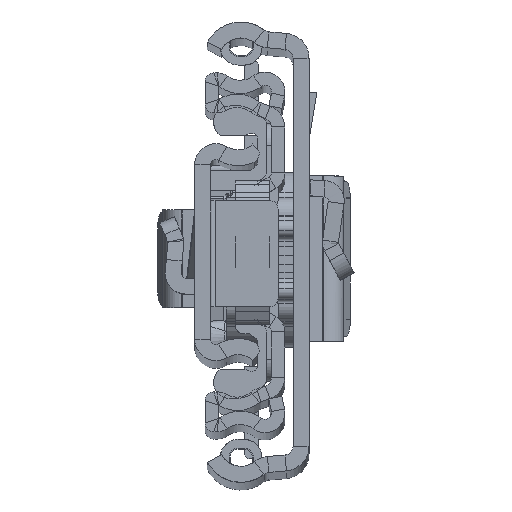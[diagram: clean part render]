
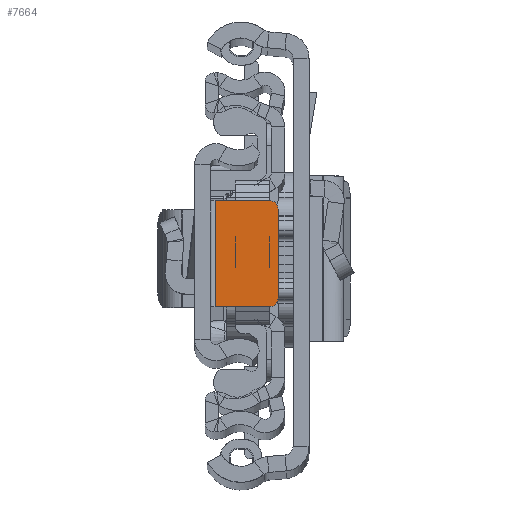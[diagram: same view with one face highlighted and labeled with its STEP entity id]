
A CAD part, top view. The second image highlights one B-rep face of the part: STEP entity #7664.
In plain terms, the highlighted planar face has unit normal (0, 0, 1).
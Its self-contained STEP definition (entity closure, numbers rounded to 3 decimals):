
#1 = EDGE_CURVE ( 'NONE', #685, #16238, #604, .T. ) ;
#436 = EDGE_CURVE ( 'NONE', #7547, #16238, #4486, .T. ) ;
#604 = LINE ( 'NONE', #9817, #17044 ) ;
#685 = VERTEX_POINT ( 'NONE', #12314 ) ;
#911 = ORIENTED_EDGE ( 'NONE', *, *, #19972, .F. ) ;
#1629 = CIRCLE ( 'NONE', #11303, 1. ) ;
#2044 = CARTESIAN_POINT ( 'NONE',  ( 0., 0., -6.8 ) ) ;
#2133 = CARTESIAN_POINT ( 'NONE',  ( -2.3, 6.151, -6.8 ) ) ;
#3359 = EDGE_CURVE ( 'NONE', #25748, #12638, #29845, .T. ) ;
#3391 = VECTOR ( 'NONE', #18646, 1000. ) ;
#3723 = ORIENTED_EDGE ( 'NONE', *, *, #3359, .F. ) ;
#3995 = VECTOR ( 'NONE', #19675, 1000. ) ;
#4486 = CIRCLE ( 'NONE', #11727, 1. ) ;
#5536 = EDGE_CURVE ( 'NONE', #7547, #13085, #7872, .T. ) ;
#6251 = ORIENTED_EDGE ( 'NONE', *, *, #13648, .T. ) ;
#6981 = ORIENTED_EDGE ( 'NONE', *, *, #436, .T. ) ;
#7547 = VERTEX_POINT ( 'NONE', #28138 ) ;
#7664 = ADVANCED_FACE ( 'NONE', ( #13518 ), #22796, .T. ) ;
#7872 = LINE ( 'NONE', #12664, #3995 ) ;
#9515 = DIRECTION ( 'NONE',  ( -1., 0., 0. ) ) ;
#9664 = CARTESIAN_POINT ( 'NONE',  ( -1.8, 6.151, -6.8 ) ) ;
#9817 = CARTESIAN_POINT ( 'NONE',  ( -9.4, -5.849, -6.8 ) ) ;
#10529 = DIRECTION ( 'NONE',  ( 0., 0., 1. ) ) ;
#11303 = AXIS2_PLACEMENT_3D ( 'NONE', #19428, #12567, #21840 ) ;
#11370 = DIRECTION ( 'NONE',  ( 0., -1., 0. ) ) ;
#11727 = AXIS2_PLACEMENT_3D ( 'NONE', #28862, #10529, #24503 ) ;
#12314 = CARTESIAN_POINT ( 'NONE',  ( -2.3, -5.849, -6.8 ) ) ;
#12567 = DIRECTION ( 'NONE',  ( 0., 0., 1. ) ) ;
#12638 = VERTEX_POINT ( 'NONE', #19495 ) ;
#12664 = CARTESIAN_POINT ( 'NONE',  ( -9.4, 6.151, -6.8 ) ) ;
#13085 = VERTEX_POINT ( 'NONE', #14609 ) ;
#13239 = ORIENTED_EDGE ( 'NONE', *, *, #1, .F. ) ;
#13518 = FACE_OUTER_BOUND ( 'NONE', #19185, .T. ) ;
#13648 = EDGE_CURVE ( 'NONE', #25748, #13085, #1629, .T. ) ;
#14609 = CARTESIAN_POINT ( 'NONE',  ( -9.4, 5.151, -6.8 ) ) ;
#14742 = VECTOR ( 'NONE', #11370, 1000. ) ;
#16067 = CARTESIAN_POINT ( 'NONE',  ( -8.4, -5.849, -6.8 ) ) ;
#16238 = VERTEX_POINT ( 'NONE', #16067 ) ;
#17044 = VECTOR ( 'NONE', #9515, 1000. ) ;
#17818 = DIRECTION ( 'NONE',  ( 1., 0., 0. ) ) ;
#18646 = DIRECTION ( 'NONE',  ( 1., 0., 0. ) ) ;
#19185 = EDGE_LOOP ( 'NONE', ( #22120, #6981, #13239, #911, #3723, #6251 ) ) ;
#19217 = AXIS2_PLACEMENT_3D ( 'NONE', #2044, #22504, #17818 ) ;
#19428 = CARTESIAN_POINT ( 'NONE',  ( -8.4, 5.151, -6.8 ) ) ;
#19495 = CARTESIAN_POINT ( 'NONE',  ( -2.3, 6.151, -6.8 ) ) ;
#19675 = DIRECTION ( 'NONE',  ( 0., 1., 0. ) ) ;
#19972 = EDGE_CURVE ( 'NONE', #12638, #685, #27577, .T. ) ;
#21840 = DIRECTION ( 'NONE',  ( 1., 0., 0. ) ) ;
#22120 = ORIENTED_EDGE ( 'NONE', *, *, #5536, .F. ) ;
#22504 = DIRECTION ( 'NONE',  ( 0., 0., 1. ) ) ;
#22796 = PLANE ( 'NONE',  #19217 ) ;
#22920 = CARTESIAN_POINT ( 'NONE',  ( -8.4, 6.151, -6.8 ) ) ;
#24503 = DIRECTION ( 'NONE',  ( 1., 0., 0. ) ) ;
#25748 = VERTEX_POINT ( 'NONE', #22920 ) ;
#27577 = LINE ( 'NONE', #2133, #14742 ) ;
#28138 = CARTESIAN_POINT ( 'NONE',  ( -9.4, -4.849, -6.8 ) ) ;
#28862 = CARTESIAN_POINT ( 'NONE',  ( -8.4, -4.849, -6.8 ) ) ;
#29845 = LINE ( 'NONE', #9664, #3391 ) ;
